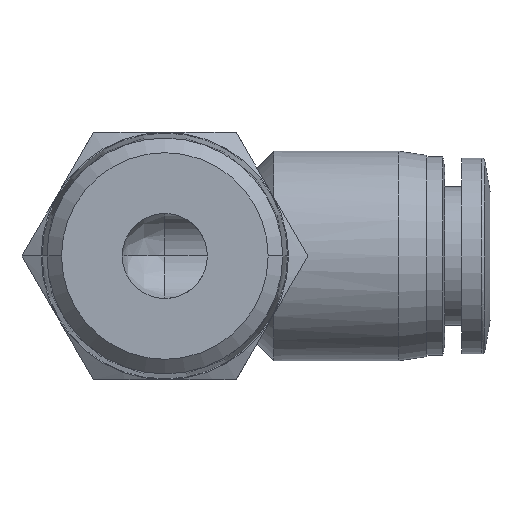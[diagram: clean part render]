
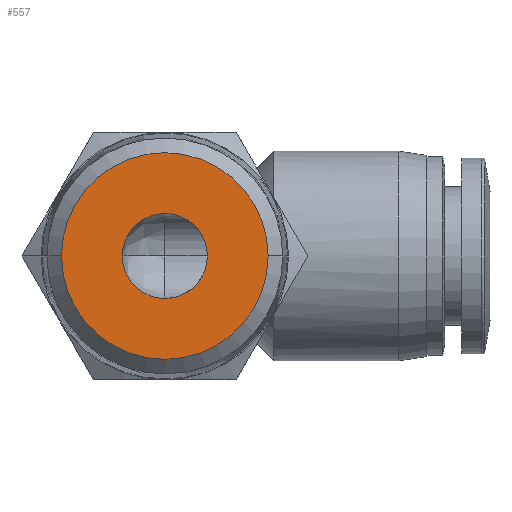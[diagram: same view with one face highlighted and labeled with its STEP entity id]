
A CAD part, front view. The second image highlights one B-rep face of the part: STEP entity #557.
In plain terms, the highlighted planar face has unit normal (0, -1, 0).
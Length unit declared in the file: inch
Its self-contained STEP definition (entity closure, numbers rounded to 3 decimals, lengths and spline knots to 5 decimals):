
#14 = AXIS2_PLACEMENT_3D ( 'NONE', #674, #2205, #897 ) ;
#74 = ORIENTED_EDGE ( 'NONE', *, *, #1626, .T. ) ;
#117 = CARTESIAN_POINT ( 'NONE',  ( -0.28703, -0.68898, 0. ) ) ;
#132 = VERTEX_POINT ( 'NONE', #960 ) ;
#143 = CARTESIAN_POINT ( 'NONE',  ( 0., -0.68898, 0. ) ) ;
#188 = AXIS2_PLACEMENT_3D ( 'NONE', #143, #1747, #376 ) ;
#243 = AXIS2_PLACEMENT_3D ( 'NONE', #245, #1832, #483 ) ;
#245 = CARTESIAN_POINT ( 'NONE',  ( 0., -0.68898, 0. ) ) ;
#319 = FACE_BOUND ( 'NONE', #490, .T. ) ;
#360 = CARTESIAN_POINT ( 'NONE',  ( -0.11811, -0.68898, 0. ) ) ;
#376 = DIRECTION ( 'NONE',  ( -1., 0., 0. ) ) ;
#470 = FACE_OUTER_BOUND ( 'NONE', #1451, .T. ) ;
#483 = DIRECTION ( 'NONE',  ( -1., 0., 0. ) ) ;
#490 = EDGE_LOOP ( 'NONE', ( #1601, #2618 ) ) ;
#557 = ADVANCED_FACE ( 'NONE', ( #319, #470 ), #723, .T. ) ;
#674 = CARTESIAN_POINT ( 'NONE',  ( 0., -0.68898, 0. ) ) ;
#723 = PLANE ( 'NONE',  #2329 ) ;
#791 = VERTEX_POINT ( 'NONE', #360 ) ;
#834 = CARTESIAN_POINT ( 'NONE',  ( 0.11811, -0.68898, 0. ) ) ;
#897 = DIRECTION ( 'NONE',  ( -1., 0., 0. ) ) ;
#960 = CARTESIAN_POINT ( 'NONE',  ( 0.28703, -0.68898, 0. ) ) ;
#961 = VERTEX_POINT ( 'NONE', #834 ) ;
#1221 = CARTESIAN_POINT ( 'NONE',  ( 0., -0.68898, 0. ) ) ;
#1403 = EDGE_CURVE ( 'NONE', #132, #2554, #1757, .T. ) ;
#1447 = DIRECTION ( 'NONE',  ( -1., 0., 0. ) ) ;
#1451 = EDGE_LOOP ( 'NONE', ( #74, #2502 ) ) ;
#1601 = ORIENTED_EDGE ( 'NONE', *, *, #2624, .T. ) ;
#1626 = EDGE_CURVE ( 'NONE', #2554, #132, #2669, .T. ) ;
#1747 = DIRECTION ( 'NONE',  ( 0., 1., 0. ) ) ;
#1757 = CIRCLE ( 'NONE', #14, 0.28703 ) ;
#1832 = DIRECTION ( 'NONE',  ( 0., 1., 0. ) ) ;
#1873 = CIRCLE ( 'NONE', #243, 0.11811 ) ;
#1969 = CIRCLE ( 'NONE', #188, 0.11811 ) ;
#2205 = DIRECTION ( 'NONE',  ( 0., -1., 0. ) ) ;
#2254 = AXIS2_PLACEMENT_3D ( 'NONE', #1221, #2690, #1447 ) ;
#2322 = EDGE_CURVE ( 'NONE', #961, #791, #1873, .T. ) ;
#2329 = AXIS2_PLACEMENT_3D ( 'NONE', #2662, #2651, #2635 ) ;
#2502 = ORIENTED_EDGE ( 'NONE', *, *, #1403, .T. ) ;
#2554 = VERTEX_POINT ( 'NONE', #117 ) ;
#2618 = ORIENTED_EDGE ( 'NONE', *, *, #2322, .T. ) ;
#2624 = EDGE_CURVE ( 'NONE', #791, #961, #1969, .T. ) ;
#2635 = DIRECTION ( 'NONE',  ( 1., 0., 0. ) ) ;
#2651 = DIRECTION ( 'NONE',  ( 0., -1., 0. ) ) ;
#2662 = CARTESIAN_POINT ( 'NONE',  ( -0.14352, -0.68898, 0. ) ) ;
#2669 = CIRCLE ( 'NONE', #2254, 0.28703 ) ;
#2690 = DIRECTION ( 'NONE',  ( 0., -1., 0. ) ) ;
